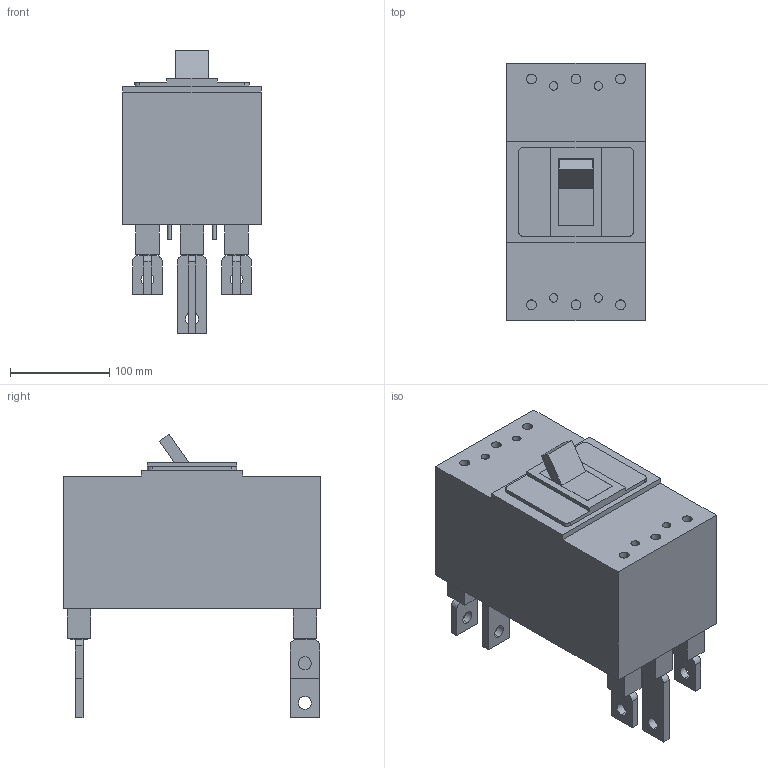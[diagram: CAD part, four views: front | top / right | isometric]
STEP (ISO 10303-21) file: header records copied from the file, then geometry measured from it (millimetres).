
FILE_DESCRIPTION(('CoCreate Modeling STEP Export'),'2;1');
FILE_NAME('Ｈ４００ＮＥ３Ｒ.stp','2014-03-31T 8:11:09',(''),(''),'CoCreate Modeling STEP processor for AP214 (Solid Model)','CoCreate Modeling 17.0 01-Apr-2010 (C) Parametric Technology GmbH','');
FILE_SCHEMA(('AUTOMOTIVE_DESIGN { 1 0 10303 214 1 1 1 1 }'));
Length unit declared in the file: millimetre
Products named in the file (3): P2.1; P1; Ｈ４００ＮＥ３Ｒ
Assembly tree (5 placements, depth 2):
  Ｈ４００ＮＥ３Ｒ
    P2.1  x4
    P1
Bounding box: 140 x 260 x 286.28 mm (x, y, z)
Volume: 5145321.1 mm3; surface area: 271595.4 mm2
Topology: 5 solids, 5 shells, 219 faces, 520 edges, 340 vertices
Faces by surface type: plane 147, cylinder 72
Entity records: 5962 total; most frequent: ORIENTED_EDGE 968, CARTESIAN_POINT 913, DIRECTION 848, EDGE_CURVE 484, VECTOR 346, LINE 346, VERTEX_POINT 316, AXIS2_PLACEMENT_3D 251
